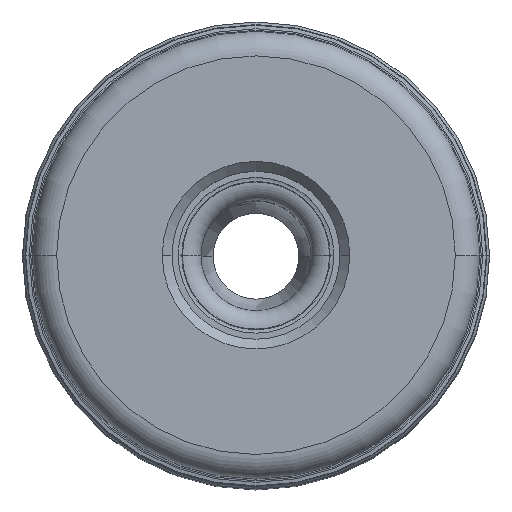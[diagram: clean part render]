
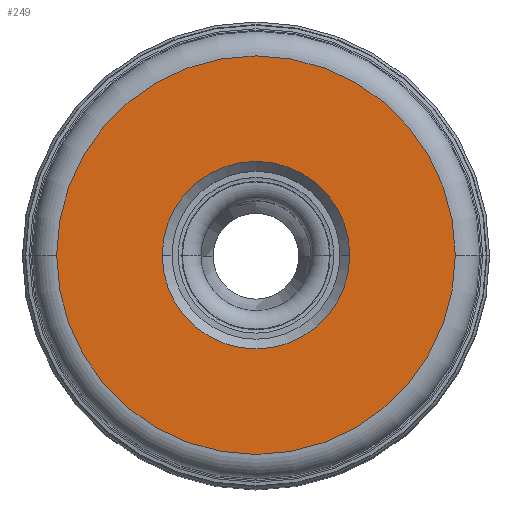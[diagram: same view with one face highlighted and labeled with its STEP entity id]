
A CAD part, top view. The second image highlights one B-rep face of the part: STEP entity #249.
In plain terms, the highlighted planar face has unit normal (0, 0, 1).
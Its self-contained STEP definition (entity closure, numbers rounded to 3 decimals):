
#33=PLANE('',#2336);
#44=FACE_BOUND('',#510,.T.);
#45=FACE_BOUND('',#511,.T.);
#249=ADVANCED_FACE('',(#44,#45),#33,.F.);
#510=EDGE_LOOP('',(#993,#994,#995,#996));
#511=EDGE_LOOP('',(#997,#998,#999,#1000));
#993=ORIENTED_EDGE('',*,*,#1510,.F.);
#994=ORIENTED_EDGE('',*,*,#1511,.F.);
#995=ORIENTED_EDGE('',*,*,#1512,.F.);
#996=ORIENTED_EDGE('',*,*,#1513,.F.);
#997=ORIENTED_EDGE('',*,*,#1509,.F.);
#998=ORIENTED_EDGE('',*,*,#1508,.F.);
#999=ORIENTED_EDGE('',*,*,#1514,.F.);
#1000=ORIENTED_EDGE('',*,*,#1515,.F.);
#1239=VERTEX_POINT('',#4404);
#1240=VERTEX_POINT('',#4406);
#1241=VERTEX_POINT('',#4408);
#1242=VERTEX_POINT('',#4412);
#1243=VERTEX_POINT('',#4413);
#1244=VERTEX_POINT('',#4415);
#1245=VERTEX_POINT('',#4417);
#1246=VERTEX_POINT('',#4420);
#1508=EDGE_CURVE('',#1240,#1241,#1797,.T.);
#1509=EDGE_CURVE('',#1241,#1239,#1798,.T.);
#1510=EDGE_CURVE('',#1242,#1243,#1799,.T.);
#1511=EDGE_CURVE('',#1244,#1242,#1800,.T.);
#1512=EDGE_CURVE('',#1245,#1244,#1801,.T.);
#1513=EDGE_CURVE('',#1243,#1245,#1802,.T.);
#1514=EDGE_CURVE('',#1246,#1240,#1803,.T.);
#1515=EDGE_CURVE('',#1239,#1246,#1804,.T.);
#1797=CIRCLE('',#2327,7.65);
#1798=CIRCLE('',#2328,7.65);
#1799=CIRCLE('',#2330,16.257);
#1800=CIRCLE('',#2331,16.257);
#1801=CIRCLE('',#2332,16.257);
#1802=CIRCLE('',#2333,16.257);
#1803=CIRCLE('',#2334,7.65);
#1804=CIRCLE('',#2335,7.65);
#2327=AXIS2_PLACEMENT_3D('',#4407,#2944,#2945);
#2328=AXIS2_PLACEMENT_3D('',#4409,#2946,#2947);
#2330=AXIS2_PLACEMENT_3D('',#4411,#2950,#2951);
#2331=AXIS2_PLACEMENT_3D('',#4414,#2952,#2953);
#2332=AXIS2_PLACEMENT_3D('',#4416,#2954,#2955);
#2333=AXIS2_PLACEMENT_3D('',#4418,#2956,#2957);
#2334=AXIS2_PLACEMENT_3D('',#4419,#2958,#2959);
#2335=AXIS2_PLACEMENT_3D('',#4421,#2960,#2961);
#2336=AXIS2_PLACEMENT_3D('',#4422,#2962,#2963);
#2944=DIRECTION('',(0.,0.,1.));
#2945=DIRECTION('',(-1.,0.,0.));
#2946=DIRECTION('',(0.,0.,1.));
#2947=DIRECTION('',(0.,-1.,0.));
#2950=DIRECTION('',(0.,0.,-1.));
#2951=DIRECTION('',(1.,-0.001,0.));
#2952=DIRECTION('',(0.,0.,-1.));
#2953=DIRECTION('',(1.,0.,0.));
#2954=DIRECTION('',(0.,0.,-1.));
#2955=DIRECTION('',(-1.,0.001,0.));
#2956=DIRECTION('',(0.,0.,-1.));
#2957=DIRECTION('',(-1.,0.,0.));
#2958=DIRECTION('',(0.,0.,1.));
#2959=DIRECTION('',(0.,1.,0.));
#2960=DIRECTION('',(0.,0.,1.));
#2961=DIRECTION('',(1.,0.,0.));
#2962=DIRECTION('',(0.,0.,-1.));
#2963=DIRECTION('',(-1.,0.,0.));
#4404=CARTESIAN_POINT('',(7.65,0.,0.));
#4406=CARTESIAN_POINT('',(-7.65,0.,0.));
#4407=CARTESIAN_POINT('',(0.,0.,0.));
#4408=CARTESIAN_POINT('',(0.,-7.65,0.));
#4409=CARTESIAN_POINT('',(0.,0.,0.));
#4411=CARTESIAN_POINT('',(0.,0.,0.));
#4412=CARTESIAN_POINT('',(16.256,-0.019,0.));
#4413=CARTESIAN_POINT('',(-16.257,0.,0.));
#4414=CARTESIAN_POINT('',(0.,0.,0.));
#4415=CARTESIAN_POINT('',(16.257,0.,0.));
#4416=CARTESIAN_POINT('',(0.,0.,0.));
#4417=CARTESIAN_POINT('',(-16.256,0.019,0.));
#4418=CARTESIAN_POINT('',(0.,0.,0.));
#4419=CARTESIAN_POINT('',(0.,0.,0.));
#4420=CARTESIAN_POINT('',(0.,7.65,0.));
#4421=CARTESIAN_POINT('',(0.,0.,0.));
#4422=CARTESIAN_POINT('',(0.,0.,0.));
